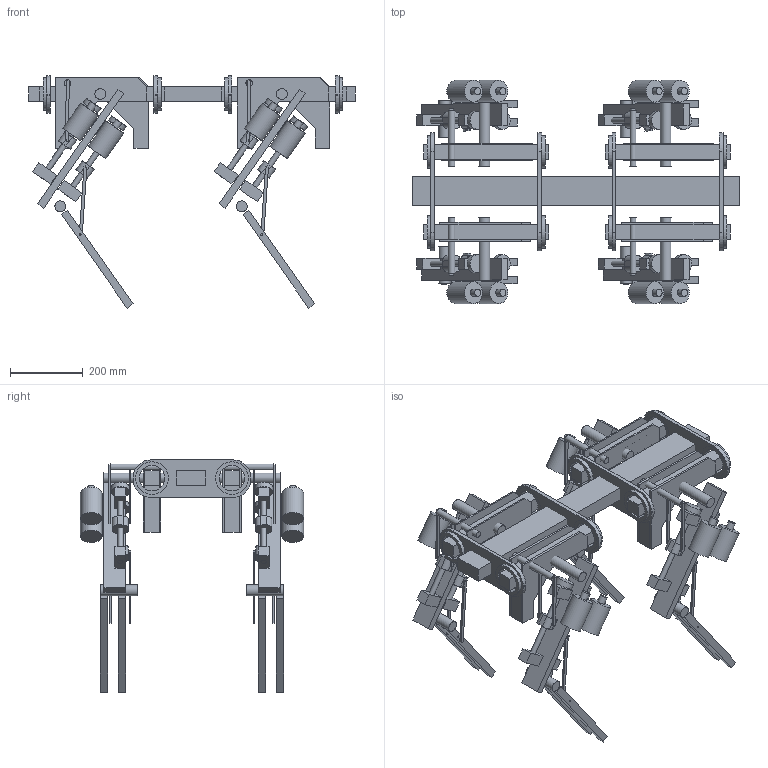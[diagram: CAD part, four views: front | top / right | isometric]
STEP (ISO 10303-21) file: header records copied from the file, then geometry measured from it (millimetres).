
FILE_DESCRIPTION(/* description */ (''),/* implementation_level */ '2;1');
FILE_NAME(/* name */ 'f91f304e-47a3-4823-a45e-e143868fc513.stp',/* time_stamp */ '2018-05-27T13:49:08+00:00',/* author */ (''),/* organization */ (''),/* preprocessor_version */ 'ST-DEVELOPER v17',/* originating_system */ 'Autodesk Translation Framework v7.1.0.215',/* authorisation */ '');
FILE_SCHEMA (('AUTOMOTIVE_DESIGN { 1 0 10303 214 3 1 1 }'));
Length unit declared in the file: millimetre
Products named in the file (22): DogV3; leg1; upper leg; body; leg1_1; upper leg_1; slider1; slider2; lower leg; hip; rod2; rod1; leg1(Mirror) (3); upper leg(Mirror) (3); leg1(Mirror) (3)_1; upper leg(Mirror) (3)_1; slider1(Mirror) (1); slider2(Mirror) (1); lower leg(Mirror) (3); hip(Mirror) (3); rod2(Mirror) (1); rod1(Mirror) (1)
Assembly tree (33 placements, depth 4):
  DogV3
    leg1
      upper leg
        slider1
        slider2
      lower leg
      hip
      rod2
      rod1
    body
    leg1_1
      upper leg_1
        slider1
        slider2
      lower leg
      hip
      rod2
      rod1
    leg1(Mirror) (3)
      upper leg(Mirror) (3)
        slider1(Mirror) (1)
        slider2(Mirror) (1)
      lower leg(Mirror) (3)
      hip(Mirror) (3)
      rod2(Mirror) (1)
      rod1(Mirror) (1)
    leg1(Mirror) (3)_1
      upper leg(Mirror) (3)_1
        slider1(Mirror) (1)
        slider2(Mirror) (1)
      lower leg(Mirror) (3)
      hip(Mirror) (3)
      rod2(Mirror) (1)
      rod1(Mirror) (1)
Bounding box: 900 x 615 x 639.72 mm (x, y, z)
Volume: 15881761 mm3; surface area: 2552676.7 mm2
Topology: 119 solids, 119 shells, 714 faces, 1380 edges, 920 vertices
Faces by surface type: plane 578, cylinder 136
Full cylindrical faces by diameter (mm): 5 x16, 15 x8, 18 x4, 20 x8, 30 x8, 50 x8, 60 x8, 70 x10, 90 x18
Entity records: 13445 total; most frequent: DIRECTION 2314, CARTESIAN_POINT 2169, ORIENTED_EDGE 1920, EDGE_CURVE 960, AXIS2_PLACEMENT_3D 785, LINE 744, VECTOR 744, VERTEX_POINT 640
